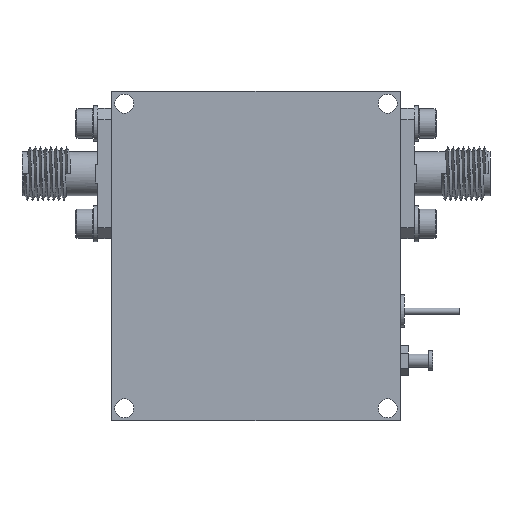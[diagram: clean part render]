
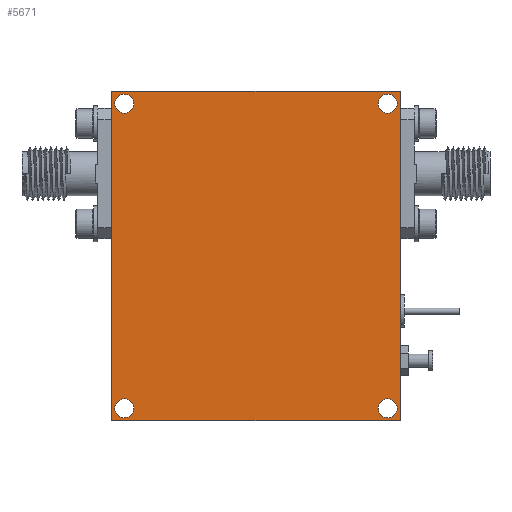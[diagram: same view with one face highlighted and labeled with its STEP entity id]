
A CAD part, front view. The second image highlights one B-rep face of the part: STEP entity #5671.
In plain terms, the highlighted planar face has unit normal (0, -1, 0).
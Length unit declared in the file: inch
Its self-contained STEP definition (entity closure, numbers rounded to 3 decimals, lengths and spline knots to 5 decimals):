
#80 = CARTESIAN_POINT ( 'NONE',  ( 0.68898, 0., 0.7875 ) ) ;
#104 = FACE_BOUND ( 'NONE', #4292, .T. ) ;
#160 = CARTESIAN_POINT ( 'NONE',  ( -0.68898, 0., -0.7875 ) ) ;
#183 = ORIENTED_EDGE ( 'NONE', *, *, #5025, .F. ) ;
#191 = DIRECTION ( 'NONE',  ( 0., 0., -1. ) ) ;
#477 = VERTEX_POINT ( 'NONE', #4989 ) ;
#617 = CARTESIAN_POINT ( 'NONE',  ( 0.62992, 0., 0.68307 ) ) ;
#683 = DIRECTION ( 'NONE',  ( 0., 0., -1. ) ) ;
#776 = EDGE_LOOP ( 'NONE', ( #7372, #4895 ) ) ;
#786 = CIRCLE ( 'NONE', #7570, 0.04528 ) ;
#798 = AXIS2_PLACEMENT_3D ( 'NONE', #3294, #7602, #5157 ) ;
#910 = ORIENTED_EDGE ( 'NONE', *, *, #940, .F. ) ;
#940 = EDGE_CURVE ( 'NONE', #7526, #2330, #4681, .T. ) ;
#975 = AXIS2_PLACEMENT_3D ( 'NONE', #1801, #4979, #4352 ) ;
#976 = DIRECTION ( 'NONE',  ( 0., 0., -1. ) ) ;
#1047 = CARTESIAN_POINT ( 'NONE',  ( 0.62992, 0., -0.72835 ) ) ;
#1299 = ORIENTED_EDGE ( 'NONE', *, *, #7497, .F. ) ;
#1510 = CARTESIAN_POINT ( 'NONE',  ( -0.62992, 0., 0.72835 ) ) ;
#1588 = CARTESIAN_POINT ( 'NONE',  ( -0.62992, 0., -0.72835 ) ) ;
#1622 = LINE ( 'NONE', #80, #6339 ) ;
#1696 = DIRECTION ( 'NONE',  ( -1., 0., 0. ) ) ;
#1798 = DIRECTION ( 'NONE',  ( 0., -1., 0. ) ) ;
#1801 = CARTESIAN_POINT ( 'NONE',  ( 0.62992, 0., 0.72835 ) ) ;
#1884 = CARTESIAN_POINT ( 'NONE',  ( -0.62992, 0., -0.72835 ) ) ;
#1943 = FACE_OUTER_BOUND ( 'NONE', #3000, .T. ) ;
#2018 = VECTOR ( 'NONE', #2548, 39.37008 ) ;
#2110 = CARTESIAN_POINT ( 'NONE',  ( 0.68898, 0., -0.7875 ) ) ;
#2262 = DIRECTION ( 'NONE',  ( 0., -1., 0. ) ) ;
#2279 = CARTESIAN_POINT ( 'NONE',  ( -0.62992, 0., 0.77362 ) ) ;
#2330 = VERTEX_POINT ( 'NONE', #5022 ) ;
#2374 = CARTESIAN_POINT ( 'NONE',  ( 0.62992, 0., 0.77362 ) ) ;
#2456 = ORIENTED_EDGE ( 'NONE', *, *, #5453, .F. ) ;
#2490 = CARTESIAN_POINT ( 'NONE',  ( -0.68898, 0., 0.7875 ) ) ;
#2521 = AXIS2_PLACEMENT_3D ( 'NONE', #1510, #4527, #7657 ) ;
#2548 = DIRECTION ( 'NONE',  ( 0., 0., 1. ) ) ;
#2562 = EDGE_CURVE ( 'NONE', #3095, #477, #7819, .T. ) ;
#2613 = FACE_BOUND ( 'NONE', #5655, .T. ) ;
#2793 = CIRCLE ( 'NONE', #2521, 0.04528 ) ;
#2979 = DIRECTION ( 'NONE',  ( 0., 0., -1. ) ) ;
#3000 = EDGE_LOOP ( 'NONE', ( #6954, #6271, #5009, #1299 ) ) ;
#3095 = VERTEX_POINT ( 'NONE', #3409 ) ;
#3246 = DIRECTION ( 'NONE',  ( 0., -1., 0. ) ) ;
#3294 = CARTESIAN_POINT ( 'NONE',  ( -0.62992, 0., 0.72835 ) ) ;
#3402 = EDGE_CURVE ( 'NONE', #2330, #7526, #7332, .T. ) ;
#3409 = CARTESIAN_POINT ( 'NONE',  ( -0.68898, 0., 0.7875 ) ) ;
#3499 = DIRECTION ( 'NONE',  ( 0., 0., -1. ) ) ;
#3501 = AXIS2_PLACEMENT_3D ( 'NONE', #7945, #4225, #2979 ) ;
#3606 = EDGE_LOOP ( 'NONE', ( #6573, #5293 ) ) ;
#3842 = VERTEX_POINT ( 'NONE', #6254 ) ;
#3866 = VERTEX_POINT ( 'NONE', #160 ) ;
#3885 = CARTESIAN_POINT ( 'NONE',  ( 0.62992, 0., -0.72835 ) ) ;
#4051 = VERTEX_POINT ( 'NONE', #617 ) ;
#4121 = CARTESIAN_POINT ( 'NONE',  ( -0.68898, 0., 0.7875 ) ) ;
#4225 = DIRECTION ( 'NONE',  ( 0., -1., 0. ) ) ;
#4292 = EDGE_LOOP ( 'NONE', ( #183, #2456 ) ) ;
#4352 = DIRECTION ( 'NONE',  ( 0., 0., -1. ) ) ;
#4377 = DIRECTION ( 'NONE',  ( 0., 0., -1. ) ) ;
#4446 = EDGE_CURVE ( 'NONE', #7374, #3842, #786, .T. ) ;
#4527 = DIRECTION ( 'NONE',  ( 0., -1., 0. ) ) ;
#4641 = VERTEX_POINT ( 'NONE', #5352 ) ;
#4681 = CIRCLE ( 'NONE', #6396, 0.04528 ) ;
#4700 = EDGE_CURVE ( 'NONE', #3842, #7374, #4828, .T. ) ;
#4741 = AXIS2_PLACEMENT_3D ( 'NONE', #1588, #2262, #976 ) ;
#4828 = CIRCLE ( 'NONE', #6912, 0.04528 ) ;
#4894 = CARTESIAN_POINT ( 'NONE',  ( 0.62992, 0., 0.72835 ) ) ;
#4895 = ORIENTED_EDGE ( 'NONE', *, *, #4700, .F. ) ;
#4979 = DIRECTION ( 'NONE',  ( 0., -1., 0. ) ) ;
#4989 = CARTESIAN_POINT ( 'NONE',  ( 0.68898, 0., 0.7875 ) ) ;
#5009 = ORIENTED_EDGE ( 'NONE', *, *, #6983, .F. ) ;
#5022 = CARTESIAN_POINT ( 'NONE',  ( -0.62992, 0., -0.77362 ) ) ;
#5025 = EDGE_CURVE ( 'NONE', #6607, #4641, #2793, .T. ) ;
#5107 = FACE_BOUND ( 'NONE', #3606, .T. ) ;
#5114 = CIRCLE ( 'NONE', #798, 0.04528 ) ;
#5157 = DIRECTION ( 'NONE',  ( 0., 0., -1. ) ) ;
#5177 = EDGE_CURVE ( 'NONE', #4051, #5712, #6544, .T. ) ;
#5262 = VECTOR ( 'NONE', #1696, 39.37008 ) ;
#5293 = ORIENTED_EDGE ( 'NONE', *, *, #5177, .F. ) ;
#5352 = CARTESIAN_POINT ( 'NONE',  ( -0.62992, 0., 0.68307 ) ) ;
#5356 = CIRCLE ( 'NONE', #975, 0.04528 ) ;
#5453 = EDGE_CURVE ( 'NONE', #4641, #6607, #5114, .T. ) ;
#5530 = PLANE ( 'NONE',  #3501 ) ;
#5655 = EDGE_LOOP ( 'NONE', ( #910, #7790 ) ) ;
#5671 = ADVANCED_FACE ( 'NONE', ( #2613, #7699, #5107, #104, #1943 ), #5530, .T. ) ;
#5712 = VERTEX_POINT ( 'NONE', #2374 ) ;
#5750 = CARTESIAN_POINT ( 'NONE',  ( 0.62992, 0., -0.68307 ) ) ;
#5835 = CARTESIAN_POINT ( 'NONE',  ( -0.68898, 0., -0.7875 ) ) ;
#5882 = VERTEX_POINT ( 'NONE', #2110 ) ;
#5944 = DIRECTION ( 'NONE',  ( 1., 0., 0. ) ) ;
#6212 = AXIS2_PLACEMENT_3D ( 'NONE', #4894, #1798, #7223 ) ;
#6254 = CARTESIAN_POINT ( 'NONE',  ( 0.62992, 0., -0.77362 ) ) ;
#6271 = ORIENTED_EDGE ( 'NONE', *, *, #2562, .F. ) ;
#6339 = VECTOR ( 'NONE', #683, 39.37008 ) ;
#6354 = EDGE_CURVE ( 'NONE', #5712, #4051, #5356, .T. ) ;
#6396 = AXIS2_PLACEMENT_3D ( 'NONE', #1884, #7408, #4377 ) ;
#6525 = LINE ( 'NONE', #2490, #2018 ) ;
#6544 = CIRCLE ( 'NONE', #6212, 0.04528 ) ;
#6573 = ORIENTED_EDGE ( 'NONE', *, *, #6354, .F. ) ;
#6607 = VERTEX_POINT ( 'NONE', #2279 ) ;
#6912 = AXIS2_PLACEMENT_3D ( 'NONE', #1047, #7238, #3499 ) ;
#6954 = ORIENTED_EDGE ( 'NONE', *, *, #7274, .F. ) ;
#6983 = EDGE_CURVE ( 'NONE', #3866, #3095, #6525, .T. ) ;
#7223 = DIRECTION ( 'NONE',  ( 0., 0., -1. ) ) ;
#7238 = DIRECTION ( 'NONE',  ( 0., -1., 0. ) ) ;
#7274 = EDGE_CURVE ( 'NONE', #477, #5882, #1622, .T. ) ;
#7332 = CIRCLE ( 'NONE', #4741, 0.04528 ) ;
#7372 = ORIENTED_EDGE ( 'NONE', *, *, #4446, .F. ) ;
#7374 = VERTEX_POINT ( 'NONE', #5750 ) ;
#7408 = DIRECTION ( 'NONE',  ( 0., -1., 0. ) ) ;
#7497 = EDGE_CURVE ( 'NONE', #5882, #3866, #7761, .T. ) ;
#7526 = VERTEX_POINT ( 'NONE', #7662 ) ;
#7551 = VECTOR ( 'NONE', #5944, 39.37008 ) ;
#7570 = AXIS2_PLACEMENT_3D ( 'NONE', #3885, #3246, #191 ) ;
#7602 = DIRECTION ( 'NONE',  ( 0., -1., 0. ) ) ;
#7657 = DIRECTION ( 'NONE',  ( 0., 0., -1. ) ) ;
#7662 = CARTESIAN_POINT ( 'NONE',  ( -0.62992, 0., -0.68307 ) ) ;
#7699 = FACE_BOUND ( 'NONE', #776, .T. ) ;
#7761 = LINE ( 'NONE', #5835, #5262 ) ;
#7790 = ORIENTED_EDGE ( 'NONE', *, *, #3402, .F. ) ;
#7819 = LINE ( 'NONE', #4121, #7551 ) ;
#7945 = CARTESIAN_POINT ( 'NONE',  ( 0., 0., 0. ) ) ;
